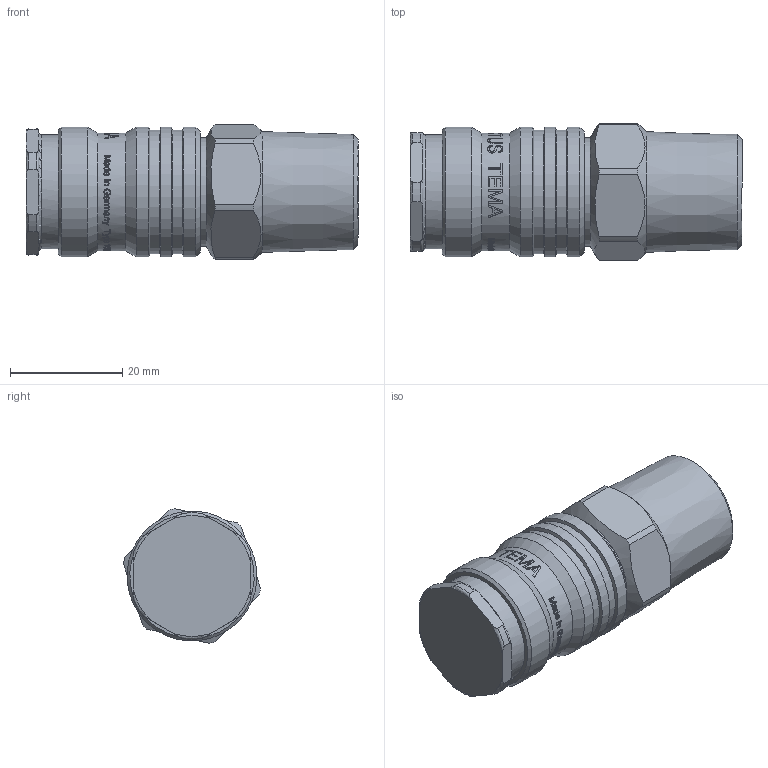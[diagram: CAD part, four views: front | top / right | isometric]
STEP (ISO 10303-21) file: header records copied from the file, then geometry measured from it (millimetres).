
FILE_DESCRIPTION((''),'2;1');
FILE_NAME('1600kaak21spn.stp','2013-06-17T08:30:59',('IA176480'),(''),'Autodesk Inventor 2013','Autodesk Inventor 2013','');
FILE_SCHEMA(('AUTOMOTIVE_DESIGN { 1 0 10303 214 1 1 1 1 }'));
Length unit declared in the file: millimetre
Products named in the file (1): D106871
Bounding box: 59.09 x 24.4 x 23.99 mm (x, y, z)
Volume: 20822.1 mm3; surface area: 9122.5 mm2
Topology: 2 solids, 3 shells, 616 faces, 1635 edges, 1082 vertices
Faces by surface type: bspline 286, plane 208, cylinder 85, cone 23, torus 14
Full cylindrical faces by diameter (mm): 15.7 x1, 16.153 x1, 17 x1, 17.2 x1, 17.6 x1, 17.9 x1, 19.3 x1, 19.6 x1, 20.3 x1, 20.7 x1, 21 x1, 22 x2, 23.15 x4
Entity records: 83214 total; most frequent: CARTESIAN_POINT 69733, ORIENTED_EDGE 3164, DIRECTION 1632, EDGE_CURVE 1582, VERTEX_POINT 1072, B_SPLINE_CURVE_WITH_KNOTS 787, EDGE_LOOP 720, FACE_OUTER_BOUND 616
